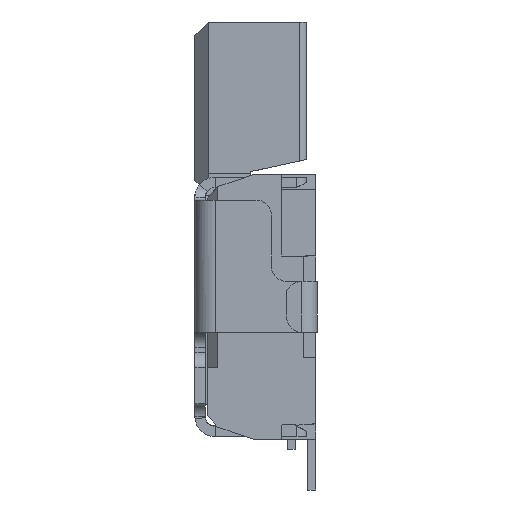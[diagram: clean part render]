
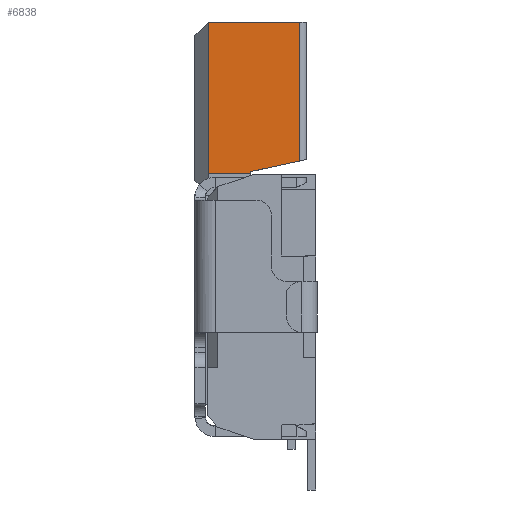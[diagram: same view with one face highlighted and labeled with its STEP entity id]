
A CAD part, left-side view. The second image highlights one B-rep face of the part: STEP entity #6838.
In plain terms, the highlighted planar face has unit normal (-1, 0, 0).
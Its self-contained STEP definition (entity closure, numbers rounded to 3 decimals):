
#152=PLANE('',#7247);
#437=FACE_OUTER_BOUND('',#808,.T.);
#808=EDGE_LOOP('',(#4879,#4880,#4881,#4882,#4883,#4884));
#1233=LINE('',#9893,#2061);
#1279=LINE('',#9992,#2107);
#1280=LINE('',#9994,#2108);
#1281=LINE('',#9996,#2109);
#1282=LINE('',#9998,#2110);
#1283=LINE('',#9999,#2111);
#2061=VECTOR('',#7919,1000.);
#2107=VECTOR('',#8011,1000.);
#2108=VECTOR('',#8012,1000.);
#2109=VECTOR('',#8013,1000.);
#2110=VECTOR('',#8014,1000.);
#2111=VECTOR('',#8015,1000.);
#3038=VERTEX_POINT('',#9889);
#3040=VERTEX_POINT('',#9892);
#3070=VERTEX_POINT('',#9991);
#3071=VERTEX_POINT('',#9993);
#3072=VERTEX_POINT('',#9995);
#3073=VERTEX_POINT('',#9997);
#3719=EDGE_CURVE('',#3040,#3038,#1233,.T.);
#3769=EDGE_CURVE('',#3040,#3070,#1279,.T.);
#3770=EDGE_CURVE('',#3038,#3071,#1280,.T.);
#3771=EDGE_CURVE('',#3071,#3072,#1281,.T.);
#3772=EDGE_CURVE('',#3072,#3073,#1282,.T.);
#3773=EDGE_CURVE('',#3070,#3073,#1283,.T.);
#4879=ORIENTED_EDGE('',*,*,#3769,.F.);
#4880=ORIENTED_EDGE('',*,*,#3719,.T.);
#4881=ORIENTED_EDGE('',*,*,#3770,.T.);
#4882=ORIENTED_EDGE('',*,*,#3771,.T.);
#4883=ORIENTED_EDGE('',*,*,#3772,.T.);
#4884=ORIENTED_EDGE('',*,*,#3773,.F.);
#6838=ADVANCED_FACE('',(#437),#152,.T.);
#7247=AXIS2_PLACEMENT_3D('',#9990,#8009,#8010);
#7919=DIRECTION('',(0.,0.,-1.));
#8009=DIRECTION('center_axis',(-1.,0.,0.));
#8010=DIRECTION('ref_axis',(0.,0.,1.));
#8011=DIRECTION('',(0.,-1.,0.));
#8012=DIRECTION('',(0.,-1.,0.));
#8013=DIRECTION('',(0.,0.,1.));
#8014=DIRECTION('',(0.,-0.977,0.213));
#8015=DIRECTION('',(0.,0.,-1.));
#9889=CARTESIAN_POINT('',(-2.35,1.055,1.41));
#9892=CARTESIAN_POINT('',(-2.35,1.055,2.9));
#9893=CARTESIAN_POINT('',(-2.35,1.055,2.9));
#9990=CARTESIAN_POINT('Origin',(-2.35,0.085,2.9));
#9991=CARTESIAN_POINT('',(-2.35,0.16,2.9));
#9992=CARTESIAN_POINT('',(-2.35,0.085,2.9));
#9993=CARTESIAN_POINT('',(-2.35,0.635,1.41));
#9994=CARTESIAN_POINT('',(-2.35,0.085,1.41));
#9995=CARTESIAN_POINT('',(-2.35,0.635,1.43));
#9996=CARTESIAN_POINT('',(-2.35,0.635,2.9));
#9997=CARTESIAN_POINT('',(-2.35,0.16,1.534));
#9998=CARTESIAN_POINT('',(-2.35,0.635,1.43));
#9999=CARTESIAN_POINT('',(-2.35,0.16,2.9));
